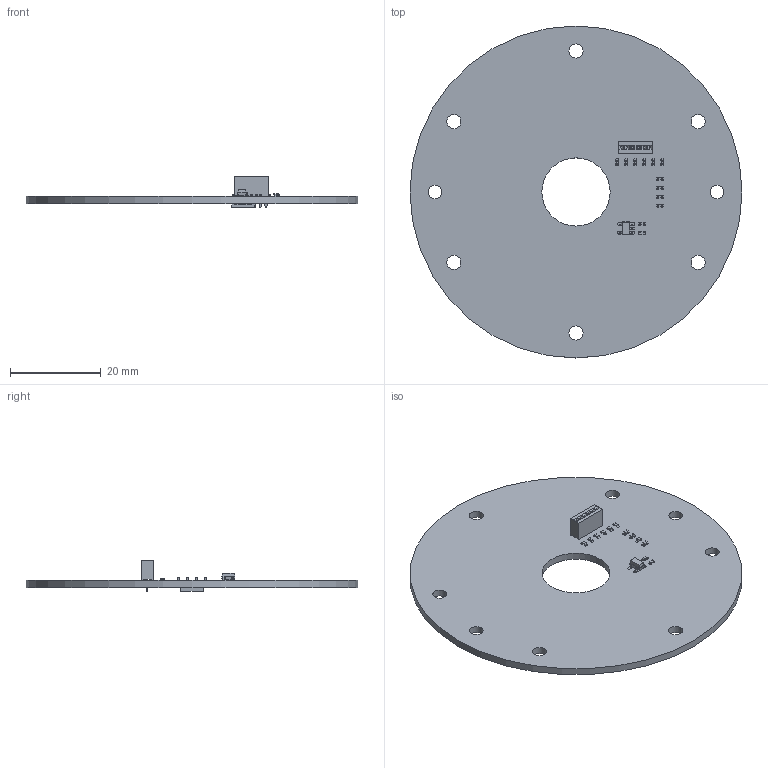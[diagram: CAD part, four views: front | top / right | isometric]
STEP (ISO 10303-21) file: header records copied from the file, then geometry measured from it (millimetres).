
FILE_DESCRIPTION(('KiCad electronic assembly'),'2;1');
FILE_NAME('tsa.step','2024-04-15T16:05:52',('Pcbnew'),('Kicad'), 'Open CASCADE STEP processor 7.7','KiCad to STEP converter','Unknown' );
FILE_SCHEMA(('AUTOMOTIVE_DESIGN { 1 0 10303 214 1 1 1 1 }'));
Length unit declared in the file: millimetre
Products named in the file (76): tsa 1; C_0402_1005Metric; R_0402_1005Metric; SOT-23-5; SOT_23_5; PinSocket_1x06_P1.27mm_Vertical; PinSocket_1x06_P127mm_Vertical; DFN-16-1EP_5x5mm_P0.5mm_EP3.46x4mm; DFN-16-1EP_5x5mm_Pitch0.5mm; tsa_pad_1; tsa_pad_2; tsa_pad_3; tsa_pad_4; tsa_pad_5; tsa_pad_6; tsa_pad_7; tsa_pad_8; tsa_pad_9; tsa_pad_10; tsa_pad_11; tsa_pad_12; tsa_pad_13; tsa_pad_14; tsa_pad_15; tsa_pad_16; tsa_pad_17; tsa_pad_18; tsa_pad_19; tsa_pad_20; tsa_pad_21; tsa_pad_22; tsa_pad_23; tsa_pad_24; tsa_pad_25; tsa_pad_26; tsa_pad_27; tsa_pad_28; tsa_pad_29; tsa_pad_30; tsa_pad_31 ...
Assembly tree (85 placements, depth 3):
  tsa 1
    C_0402_1005Metric  x4
      C_0402_1005Metric
    R_0402_1005Metric  x8
      R_0402_1005Metric
    SOT-23-5
      SOT_23_5
    PinSocket_1x06_P1.27mm_Vertical
      PinSocket_1x06_P127mm_Vertical
    DFN-16-1EP_5x5mm_P0.5mm_EP3.46x4mm
      DFN-16-1EP_5x5mm_Pitch0.5mm
    tsa_pad_1
    tsa_pad_2
    tsa_pad_3
    tsa_pad_4
    tsa_pad_5
    tsa_pad_6
    tsa_pad_7
    tsa_pad_8
    tsa_pad_9
    tsa_pad_10
    tsa_pad_11
    tsa_pad_12
    tsa_pad_13
    tsa_pad_14
    tsa_pad_15
    tsa_pad_16
    tsa_pad_17
    tsa_pad_18
    tsa_pad_19
    tsa_pad_20
    tsa_pad_21
    tsa_pad_22
    tsa_pad_23
    tsa_pad_24
    tsa_pad_25
    tsa_pad_26
    tsa_pad_27
    tsa_pad_28
    tsa_pad_29
    tsa_pad_30
    tsa_pad_31
    tsa_pad_32
    tsa_pad_33
    tsa_pad_34
    tsa_pad_35
    tsa_pad_36
    tsa_pad_37
    tsa_pad_38
    tsa_pad_39
    tsa_pad_40
    tsa_pad_41
    tsa_pad_42
    tsa_pad_43
    tsa_pad_44
    tsa_pad_45
    tsa_pad_46
    tsa_pad_47
    tsa_pad_48
    tsa_pad_49
Bounding box: 73 x 73 x 7 mm (x, y, z)
Volume: 6426.8 mm3; surface area: 8900.7 mm2
Topology: 80 solids, 80 shells, 1775 faces, 4661 edges, 3074 vertices
Faces by surface type: plane 1563, cylinder 183, bspline 29
Full cylindrical faces by diameter (mm): 0.5 x1, 0.65 x18, 0.7 x6, 3 x2, 3.1 x6, 15 x1, 73 x1
Entity records: 50806 total; most frequent: CARTESIAN_POINT 8305, ORIENTED_EDGE 7938, DIRECTION 7251, EDGE_CURVE 3969, LINE 3755, VECTOR 3755, VERTEX_POINT 2622, AXIS2_PLACEMENT_3D 1748
